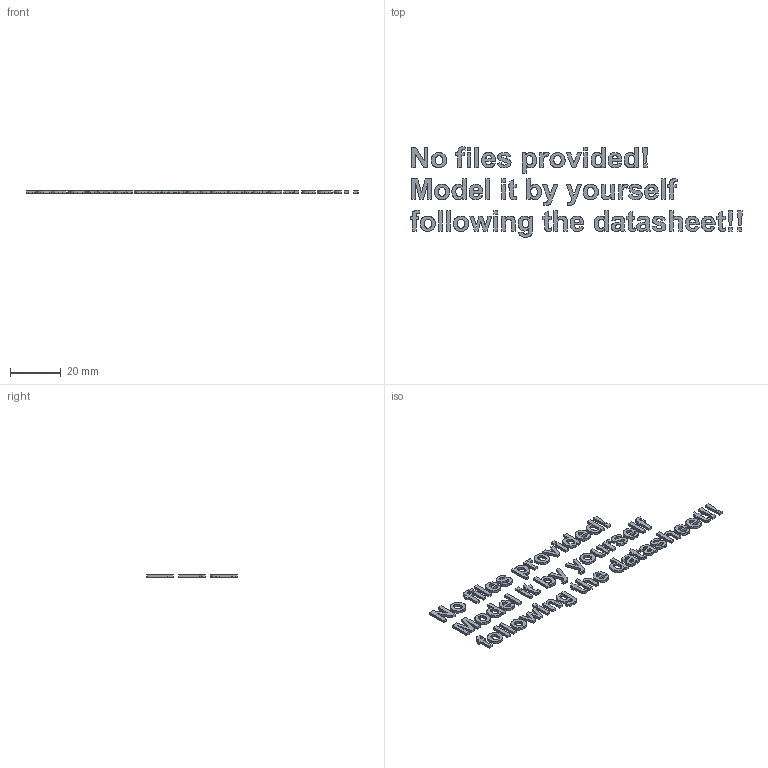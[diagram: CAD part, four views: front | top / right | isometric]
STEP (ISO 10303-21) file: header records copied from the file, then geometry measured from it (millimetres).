
FILE_DESCRIPTION(/* description */ (''),/* implementation_level */ '2;1');
FILE_NAME(/* name */ 'coupler.step',/* time_stamp */ '2024-09-26T23:06:17+02:00',/* author */ (''),/* organization */ (''),/* preprocessor_version */ 'ST-DEVELOPER v20',/* originating_system */ 'Autodesk Translation Framework v13.20.0.188',/* authorisation */ '');
FILE_SCHEMA (('AUTOMOTIVE_DESIGN { 1 0 10303 214 3 1 1 }'));
Length unit declared in the file: millimetre
Products named in the file (1): (Unsaved)
Bounding box: 130.44 x 35.46 x 1 mm (x, y, z)
Volume: 1070.8 mm3; surface area: 3802.2 mm2
Topology: 63 solids, 63 shells, 1068 faces, 2826 edges, 1884 vertices
Faces by surface type: bspline 600, plane 468
Entity records: 38409 total; most frequent: CARTESIAN_POINT 15979, ORIENTED_EDGE 5652, EDGE_CURVE 2826, DIRECTION 2564, VERTEX_POINT 1884, LINE 1626, VECTOR 1626, B_SPLINE_CURVE_WITH_KNOTS 1200
